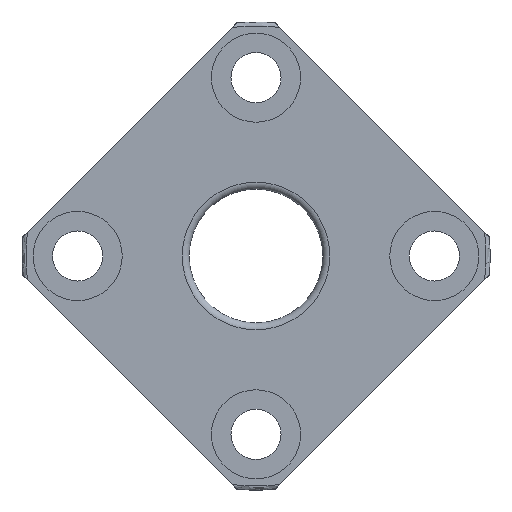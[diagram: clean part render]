
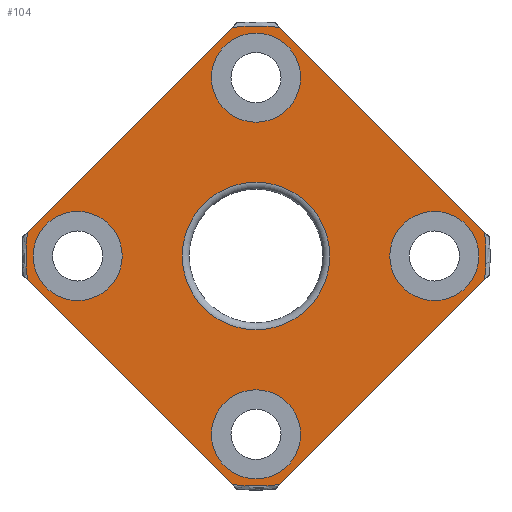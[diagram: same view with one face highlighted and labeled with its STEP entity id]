
A CAD part, left-side view. The second image highlights one B-rep face of the part: STEP entity #104.
In plain terms, the highlighted planar face has unit normal (-1, 0, 0).
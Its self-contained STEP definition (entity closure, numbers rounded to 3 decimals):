
#104 = ADVANCED_FACE( '', ( #229, #230, #231, #232, #233, #234 ), #235, .T. );
#229 = FACE_BOUND( '', #372, .T. );
#230 = FACE_BOUND( '', #373, .T. );
#231 = FACE_OUTER_BOUND( '', #374, .T. );
#232 = FACE_BOUND( '', #375, .T. );
#233 = FACE_BOUND( '', #376, .T. );
#234 = FACE_BOUND( '', #377, .T. );
#235 = PLANE( '', #378 );
#372 = EDGE_LOOP( '', ( #585 ) );
#373 = EDGE_LOOP( '', ( #586 ) );
#374 = EDGE_LOOP( '', ( #587, #588, #589, #590, #591, #592, #593, #594 ) );
#375 = EDGE_LOOP( '', ( #595 ) );
#376 = EDGE_LOOP( '', ( #596 ) );
#377 = EDGE_LOOP( '', ( #597 ) );
#378 = AXIS2_PLACEMENT_3D( '', #598, #599, #600 );
#585 = ORIENTED_EDGE( '', *, *, #789, .T. );
#586 = ORIENTED_EDGE( '', *, *, #787, .T. );
#587 = ORIENTED_EDGE( '', *, *, #790, .F. );
#588 = ORIENTED_EDGE( '', *, *, #791, .F. );
#589 = ORIENTED_EDGE( '', *, *, #756, .F. );
#590 = ORIENTED_EDGE( '', *, *, #762, .F. );
#591 = ORIENTED_EDGE( '', *, *, #792, .F. );
#592 = ORIENTED_EDGE( '', *, *, #793, .F. );
#593 = ORIENTED_EDGE( '', *, *, #737, .F. );
#594 = ORIENTED_EDGE( '', *, *, #778, .F. );
#595 = ORIENTED_EDGE( '', *, *, #750, .T. );
#596 = ORIENTED_EDGE( '', *, *, #767, .T. );
#597 = ORIENTED_EDGE( '', *, *, #773, .T. );
#598 = CARTESIAN_POINT( '', ( 0., 20.625, 0. ) );
#599 = DIRECTION( '', ( -1., 0., 0. ) );
#600 = DIRECTION( '', ( 0., 0., 1. ) );
#737 = EDGE_CURVE( '', #858, #860, #861, .T. );
#750 = EDGE_CURVE( '', #882, #882, #883, .T. );
#756 = EDGE_CURVE( '', #891, #893, #894, .T. );
#762 = EDGE_CURVE( '', #901, #891, #903, .T. );
#767 = EDGE_CURVE( '', #910, #910, #911, .T. );
#773 = EDGE_CURVE( '', #919, #919, #920, .T. );
#778 = EDGE_CURVE( '', #925, #858, #928, .T. );
#787 = EDGE_CURVE( '', #939, #939, #940, .F. );
#789 = EDGE_CURVE( '', #942, #942, #943, .T. );
#790 = EDGE_CURVE( '', #944, #925, #945, .T. );
#791 = EDGE_CURVE( '', #893, #944, #946, .T. );
#792 = EDGE_CURVE( '', #947, #901, #948, .T. );
#793 = EDGE_CURVE( '', #860, #947, #949, .T. );
#858 = VERTEX_POINT( '', #1035 );
#860 = VERTEX_POINT( '', #1044 );
#861 = LINE( '', #1045, #1046 );
#882 = VERTEX_POINT( '', #1097 );
#883 = CIRCLE( '', #1098, 4. );
#891 = VERTEX_POINT( '', #1115 );
#893 = VERTEX_POINT( '', #1124 );
#894 = LINE( '', #1125, #1126 );
#901 = VERTEX_POINT( '', #1141 );
#903 = CIRCLE( '', #1150, 20.625 );
#910 = VERTEX_POINT( '', #1157 );
#911 = CIRCLE( '', #1158, 4. );
#919 = VERTEX_POINT( '', #1167 );
#920 = CIRCLE( '', #1168, 4. );
#925 = VERTEX_POINT( '', #1173 );
#928 = CIRCLE( '', #1183, 20.625 );
#939 = VERTEX_POINT( '', #1195 );
#940 = CIRCLE( '', #1196, 4. );
#942 = VERTEX_POINT( '', #1198 );
#943 = CIRCLE( '', #1199, 6.625 );
#944 = VERTEX_POINT( '', #1200 );
#945 = LINE( '', #1201, #1202 );
#946 = CIRCLE( '', #1203, 20.625 );
#947 = VERTEX_POINT( '', #1204 );
#948 = LINE( '', #1205, #1206 );
#949 = CIRCLE( '', #1207, 20.625 );
#1035 = CARTESIAN_POINT( '', ( 0., -2.111, 20.517 ) );
#1044 = CARTESIAN_POINT( '', ( 0., -20.517, 2.111 ) );
#1045 = CARTESIAN_POINT( '', ( 0., 0., 22.627 ) );
#1046 = VECTOR( '', #1310, 1000. );
#1097 = CARTESIAN_POINT( '', ( 0., 0., -20. ) );
#1098 = AXIS2_PLACEMENT_3D( '', #1322, #1323, #1324 );
#1115 = CARTESIAN_POINT( '', ( 0., 2.111, -20.517 ) );
#1124 = CARTESIAN_POINT( '', ( 0., 20.517, -2.111 ) );
#1125 = CARTESIAN_POINT( '', ( 0., 0., -22.627 ) );
#1126 = VECTOR( '', #1327, 1000. );
#1141 = CARTESIAN_POINT( '', ( 0., -2.111, -20.517 ) );
#1150 = AXIS2_PLACEMENT_3D( '', #1332, #1333, #1334 );
#1157 = CARTESIAN_POINT( '', ( 0., -16., -4. ) );
#1158 = AXIS2_PLACEMENT_3D( '', #1341, #1342, #1343 );
#1167 = CARTESIAN_POINT( '', ( 0., 0., 12. ) );
#1168 = AXIS2_PLACEMENT_3D( '', #1351, #1352, #1353 );
#1173 = CARTESIAN_POINT( '', ( 0., 2.111, 20.517 ) );
#1183 = AXIS2_PLACEMENT_3D( '', #1357, #1358, #1359 );
#1195 = CARTESIAN_POINT( '', ( 0., 16., 4. ) );
#1196 = AXIS2_PLACEMENT_3D( '', #1370, #1371, #1372 );
#1198 = CARTESIAN_POINT( '', ( 0., 0., -6.625 ) );
#1199 = AXIS2_PLACEMENT_3D( '', #1373, #1374, #1375 );
#1200 = CARTESIAN_POINT( '', ( 0., 20.517, 2.111 ) );
#1201 = CARTESIAN_POINT( '', ( 0., 22.627, 0. ) );
#1202 = VECTOR( '', #1376, 1000. );
#1203 = AXIS2_PLACEMENT_3D( '', #1377, #1378, #1379 );
#1204 = CARTESIAN_POINT( '', ( 0., -20.517, -2.111 ) );
#1205 = CARTESIAN_POINT( '', ( 0., -22.627, 0. ) );
#1206 = VECTOR( '', #1380, 1000. );
#1207 = AXIS2_PLACEMENT_3D( '', #1381, #1382, #1383 );
#1310 = DIRECTION( '', ( 0., -0.707, -0.707 ) );
#1322 = CARTESIAN_POINT( '', ( 0., 0., -16. ) );
#1323 = DIRECTION( '', ( 1., 0., 0. ) );
#1324 = DIRECTION( '', ( 0., 0., -1. ) );
#1327 = DIRECTION( '', ( 0., 0.707, 0.707 ) );
#1332 = CARTESIAN_POINT( '', ( 0., 0., 0. ) );
#1333 = DIRECTION( '', ( 1., 0., 0. ) );
#1334 = DIRECTION( '', ( 0., 0., -1. ) );
#1341 = CARTESIAN_POINT( '', ( 0., -16., 0. ) );
#1342 = DIRECTION( '', ( 1., 0., 0. ) );
#1343 = DIRECTION( '', ( 0., 0., -1. ) );
#1351 = CARTESIAN_POINT( '', ( 0., 0., 16. ) );
#1352 = DIRECTION( '', ( 1., 0., 0. ) );
#1353 = DIRECTION( '', ( 0., 0., -1. ) );
#1357 = CARTESIAN_POINT( '', ( 0., 0., 0. ) );
#1358 = DIRECTION( '', ( 1., 0., 0. ) );
#1359 = DIRECTION( '', ( 0., 0., -1. ) );
#1370 = CARTESIAN_POINT( '', ( 0., 16., 0. ) );
#1371 = DIRECTION( '', ( -1., 0., 0. ) );
#1372 = DIRECTION( '', ( 0., 0., 1. ) );
#1373 = CARTESIAN_POINT( '', ( 0., 0., 0. ) );
#1374 = DIRECTION( '', ( 1., 0., 0. ) );
#1375 = DIRECTION( '', ( 0., 0., -1. ) );
#1376 = DIRECTION( '', ( 0., -0.707, 0.707 ) );
#1377 = CARTESIAN_POINT( '', ( 0., 0., 0. ) );
#1378 = DIRECTION( '', ( 1., 0., 0. ) );
#1379 = DIRECTION( '', ( 0., 0., -1. ) );
#1380 = DIRECTION( '', ( 0., 0.707, -0.707 ) );
#1381 = CARTESIAN_POINT( '', ( 0., 0., 0. ) );
#1382 = DIRECTION( '', ( 1., 0., 0. ) );
#1383 = DIRECTION( '', ( 0., 0., -1. ) );
